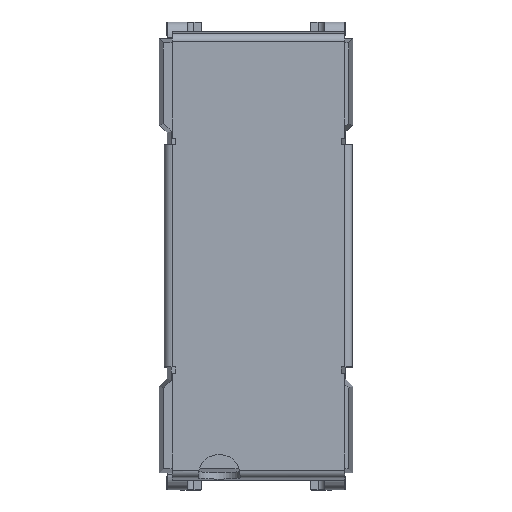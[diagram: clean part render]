
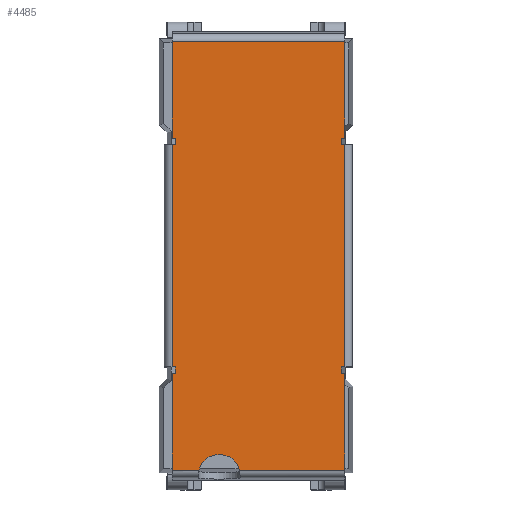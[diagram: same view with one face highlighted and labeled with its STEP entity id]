
A CAD part, top view. The second image highlights one B-rep face of the part: STEP entity #4485.
In plain terms, the highlighted planar face has unit normal (0, 0, 1).
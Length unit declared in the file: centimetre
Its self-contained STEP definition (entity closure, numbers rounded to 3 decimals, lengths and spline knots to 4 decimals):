
#107=CIRCLE($,#4820,0.0406);
#343=FACE_OUTER_BOUND($,#588,.T.);
#588=EDGE_LOOP($,(#3477,#3478,#3479,#3480,#3481,#3482,#3483,#3484,#3485,
#3486,#3487,#3488,#3489,#3490,#3491,#3492,#3493,#3494,#3495,#3496,#3497,
#3498));
#991=LINE($,#6924,#1498);
#995=LINE($,#6932,#1502);
#996=LINE($,#6935,#1503);
#1000=LINE($,#6943,#1507);
#1008=LINE($,#6964,#1515);
#1014=LINE($,#6976,#1521);
#1015=LINE($,#6978,#1522);
#1017=LINE($,#6982,#1524);
#1025=LINE($,#7003,#1532);
#1027=LINE($,#7008,#1534);
#1031=LINE($,#7015,#1538);
#1032=LINE($,#7017,#1539);
#1033=LINE($,#7020,#1540);
#1037=LINE($,#7027,#1544);
#1039=LINE($,#7031,#1546);
#1041=LINE($,#7034,#1548);
#1042=LINE($,#7037,#1549);
#1043=LINE($,#7039,#1550);
#1044=LINE($,#7042,#1551);
#1045=LINE($,#7044,#1552);
#1046=LINE($,#7045,#1553);
#1498=VECTOR($,#5700,0.4318);
#1502=VECTOR($,#5708,0.0063);
#1503=VECTOR($,#5711,0.0127);
#1507=VECTOR($,#5717,0.0063);
#1515=VECTOR($,#5733,0.0063);
#1521=VECTOR($,#5741,0.0063);
#1522=VECTOR($,#5744,0.0127);
#1524=VECTOR($,#5748,0.188);
#1532=VECTOR($,#5770,0.4318);
#1534=VECTOR($,#5776,0.0064);
#1538=VECTOR($,#5782,0.0064);
#1539=VECTOR($,#5785,0.0127);
#1540=VECTOR($,#5788,0.188);
#1544=VECTOR($,#5794,0.0064);
#1546=VECTOR($,#5798,0.0127);
#1548=VECTOR($,#5802,0.0064);
#1549=VECTOR($,#5805,0.188);
#1550=VECTOR($,#5806,0.0521);
#1551=VECTOR($,#5809,0.2045);
#1552=VECTOR($,#5810,0.188);
#1553=VECTOR($,#5811,0.3353);
#1900=VERTEX_POINT($,#6821);
#1934=VERTEX_POINT($,#6917);
#1937=VERTEX_POINT($,#6930);
#1938=VERTEX_POINT($,#6934);
#1940=VERTEX_POINT($,#6940);
#1950=VERTEX_POINT($,#6963);
#1953=VERTEX_POINT($,#6970);
#1955=VERTEX_POINT($,#6974);
#1956=VERTEX_POINT($,#6981);
#1958=VERTEX_POINT($,#6987);
#1960=VERTEX_POINT($,#6994);
#1963=VERTEX_POINT($,#7007);
#1964=VERTEX_POINT($,#7011);
#1965=VERTEX_POINT($,#7013);
#1966=VERTEX_POINT($,#7019);
#1967=VERTEX_POINT($,#7024);
#1968=VERTEX_POINT($,#7026);
#1969=VERTEX_POINT($,#7030);
#1970=VERTEX_POINT($,#7036);
#1971=VERTEX_POINT($,#7038);
#1972=VERTEX_POINT($,#7040);
#1973=VERTEX_POINT($,#7043);
#2446=EDGE_CURVE($,#1934,#1900,#991,.T.);
#2450=EDGE_CURVE($,#1900,#1937,#995,.T.);
#2451=EDGE_CURVE($,#1937,#1938,#996,.T.);
#2455=EDGE_CURVE($,#1938,#1940,#1000,.T.);
#2465=EDGE_CURVE($,#1950,#1934,#1008,.T.);
#2471=EDGE_CURVE($,#1953,#1955,#1014,.T.);
#2472=EDGE_CURVE($,#1955,#1950,#1015,.T.);
#2474=EDGE_CURVE($,#1956,#1953,#1017,.T.);
#2486=EDGE_CURVE($,#1960,#1958,#1025,.T.);
#2488=EDGE_CURVE($,#1963,#1960,#1027,.T.);
#2492=EDGE_CURVE($,#1964,#1965,#1031,.T.);
#2493=EDGE_CURVE($,#1965,#1963,#1032,.T.);
#2494=EDGE_CURVE($,#1966,#1964,#1033,.T.);
#2498=EDGE_CURVE($,#1968,#1967,#1037,.T.);
#2500=EDGE_CURVE($,#1969,#1968,#1039,.T.);
#2502=EDGE_CURVE($,#1958,#1969,#1041,.T.);
#2503=EDGE_CURVE($,#1940,#1970,#1042,.T.);
#2504=EDGE_CURVE($,#1970,#1971,#1043,.T.);
#2505=EDGE_CURVE($,#1971,#1972,#107,.T.);
#2506=EDGE_CURVE($,#1972,#1966,#1044,.T.);
#2507=EDGE_CURVE($,#1967,#1973,#1045,.T.);
#2508=EDGE_CURVE($,#1973,#1956,#1046,.T.);
#3477=ORIENTED_EDGE($,*,*,#2455,.T.);
#3478=ORIENTED_EDGE($,*,*,#2503,.T.);
#3479=ORIENTED_EDGE($,*,*,#2504,.T.);
#3480=ORIENTED_EDGE($,*,*,#2505,.T.);
#3481=ORIENTED_EDGE($,*,*,#2506,.T.);
#3482=ORIENTED_EDGE($,*,*,#2494,.T.);
#3483=ORIENTED_EDGE($,*,*,#2492,.T.);
#3484=ORIENTED_EDGE($,*,*,#2493,.T.);
#3485=ORIENTED_EDGE($,*,*,#2488,.T.);
#3486=ORIENTED_EDGE($,*,*,#2486,.T.);
#3487=ORIENTED_EDGE($,*,*,#2502,.T.);
#3488=ORIENTED_EDGE($,*,*,#2500,.T.);
#3489=ORIENTED_EDGE($,*,*,#2498,.T.);
#3490=ORIENTED_EDGE($,*,*,#2507,.T.);
#3491=ORIENTED_EDGE($,*,*,#2508,.T.);
#3492=ORIENTED_EDGE($,*,*,#2474,.T.);
#3493=ORIENTED_EDGE($,*,*,#2471,.T.);
#3494=ORIENTED_EDGE($,*,*,#2472,.T.);
#3495=ORIENTED_EDGE($,*,*,#2465,.T.);
#3496=ORIENTED_EDGE($,*,*,#2446,.T.);
#3497=ORIENTED_EDGE($,*,*,#2450,.T.);
#3498=ORIENTED_EDGE($,*,*,#2451,.T.);
#4004=PLANE($,#4819);
#4485=ADVANCED_FACE($,(#343),#4004,.T.);
#4819=AXIS2_PLACEMENT_3D($,#7035,#5803,#5804);
#4820=AXIS2_PLACEMENT_3D($,#7041,#5807,#5808);
#5700=DIRECTION($,(0.,-1.,0.));
#5708=DIRECTION($,(1.,0.,0.));
#5711=DIRECTION($,(0.,-1.,0.));
#5717=DIRECTION($,(-1.,0.,0.));
#5733=DIRECTION($,(-1.,0.,0.));
#5741=DIRECTION($,(1.,0.,0.));
#5744=DIRECTION($,(0.,-1.,0.));
#5748=DIRECTION($,(0.,-1.,0.));
#5770=DIRECTION($,(0.,1.,0.));
#5776=DIRECTION($,(1.,0.,0.));
#5782=DIRECTION($,(-1.,0.,0.));
#5785=DIRECTION($,(0.,1.,0.));
#5788=DIRECTION($,(0.,1.,0.));
#5794=DIRECTION($,(1.,0.,0.));
#5798=DIRECTION($,(0.,1.,0.));
#5802=DIRECTION($,(-1.,0.,0.));
#5803=DIRECTION('center_axis',(0.,0.,1.));
#5804=DIRECTION('ref_axis',(-1.,0.,0.));
#5805=DIRECTION($,(0.,-1.,0.));
#5806=DIRECTION($,(1.,0.,0.));
#5807=DIRECTION('center_axis',(0.,0.,-1.));
#5808=DIRECTION('ref_axis',(0.,1.,0.));
#5809=DIRECTION($,(1.,0.,0.));
#5810=DIRECTION($,(0.,1.,0.));
#5811=DIRECTION($,(-1.,0.,0.));
#6821=CARTESIAN_POINT('',(-0.1629,-0.2159,0.1918));
#6917=CARTESIAN_POINT('',(-0.1629,0.2159,0.1918));
#6924=CARTESIAN_POINT($,(-0.1629,0.2159,0.1918));
#6930=CARTESIAN_POINT('',(-0.1566,-0.2159,0.1918));
#6932=CARTESIAN_POINT($,(-0.1629,-0.2159,0.1918));
#6934=CARTESIAN_POINT('',(-0.1566,-0.2286,0.1918));
#6935=CARTESIAN_POINT($,(-0.1566,-0.2159,0.1918));
#6940=CARTESIAN_POINT('',(-0.1629,-0.2286,0.1918));
#6943=CARTESIAN_POINT($,(-0.1566,-0.2286,0.1918));
#6963=CARTESIAN_POINT('',(-0.1566,0.2159,0.1918));
#6964=CARTESIAN_POINT($,(-0.1566,0.2159,0.1918));
#6970=CARTESIAN_POINT('',(-0.1629,0.2286,0.1918));
#6974=CARTESIAN_POINT('',(-0.1566,0.2286,0.1918));
#6976=CARTESIAN_POINT($,(-0.1629,0.2286,0.1918));
#6978=CARTESIAN_POINT($,(-0.1566,0.2286,0.1918));
#6981=CARTESIAN_POINT('',(-0.1629,0.4166,0.1918));
#6982=CARTESIAN_POINT($,(-0.1629,0.4166,0.1918));
#6987=CARTESIAN_POINT('',(0.1723,0.2159,0.1918));
#6994=CARTESIAN_POINT('',(0.1723,-0.2159,0.1918));
#7003=CARTESIAN_POINT($,(0.1723,-0.2159,0.1918));
#7007=CARTESIAN_POINT('',(0.166,-0.2159,0.1918));
#7008=CARTESIAN_POINT($,(0.166,-0.2159,0.1918));
#7011=CARTESIAN_POINT('',(0.1723,-0.2286,0.1918));
#7013=CARTESIAN_POINT('',(0.166,-0.2286,0.1918));
#7015=CARTESIAN_POINT($,(0.1723,-0.2286,0.1918));
#7017=CARTESIAN_POINT($,(0.166,-0.2286,0.1918));
#7019=CARTESIAN_POINT('',(0.1723,-0.4166,0.1918));
#7020=CARTESIAN_POINT($,(0.1723,-0.4166,0.1918));
#7024=CARTESIAN_POINT('',(0.1723,0.2286,0.1918));
#7026=CARTESIAN_POINT('',(0.166,0.2286,0.1918));
#7027=CARTESIAN_POINT($,(0.166,0.2286,0.1918));
#7030=CARTESIAN_POINT('',(0.166,0.2159,0.1918));
#7031=CARTESIAN_POINT($,(0.166,0.2159,0.1918));
#7034=CARTESIAN_POINT($,(0.1723,0.2159,0.1918));
#7035=CARTESIAN_POINT('Origin',(-0.2139,-0.2119,0.1918));
#7036=CARTESIAN_POINT('',(-0.1629,-0.4166,0.1918));
#7037=CARTESIAN_POINT($,(-0.1629,-0.2286,0.1918));
#7038=CARTESIAN_POINT('',(-0.1108,-0.4166,0.1918));
#7039=CARTESIAN_POINT($,(-0.1629,-0.4166,0.1918));
#7040=CARTESIAN_POINT('',(-0.0321,-0.4166,0.1918));
#7041=CARTESIAN_POINT('Origin',(-0.0715,-0.4267,0.1918));
#7042=CARTESIAN_POINT($,(-0.0321,-0.4166,0.1918));
#7043=CARTESIAN_POINT('',(0.1723,0.4166,0.1918));
#7044=CARTESIAN_POINT($,(0.1723,0.2286,0.1918));
#7045=CARTESIAN_POINT($,(0.1723,0.4166,0.1918));
